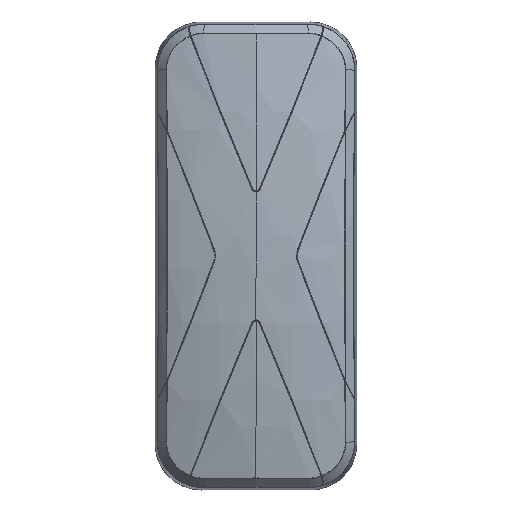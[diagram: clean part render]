
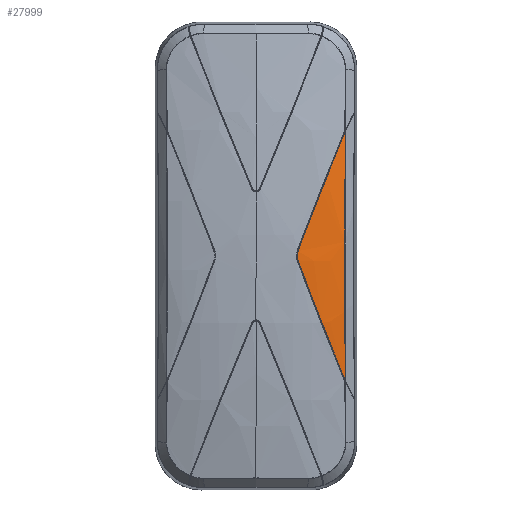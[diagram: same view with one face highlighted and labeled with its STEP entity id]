
A CAD part, top view. The second image highlights one B-rep face of the part: STEP entity #27999.
In plain terms, the highlighted toroidal (fillet/blend) face has major radius 465.589 mm and minor radius 622.923 mm.
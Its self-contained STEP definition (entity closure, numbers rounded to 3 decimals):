
#190 = CARTESIAN_POINT ( 'NONE',  ( 41.007, 20.15, 18.831 ) ) ;
#287 = CARTESIAN_POINT ( 'NONE',  ( 41.083, 37.404, 17.984 ) ) ;
#396 = CARTESIAN_POINT ( 'NONE',  ( 41.231, 57.504, 16.343 ) ) ;
#608 = CARTESIAN_POINT ( 'NONE',  ( 31.799, -34.128, 20.401 ) ) ;
#999 = CARTESIAN_POINT ( 'NONE',  ( 0., 0., -132.734 ) ) ;
#1379 = EDGE_CURVE ( 'NONE', #17258, #26217, #10912, .T. ) ;
#2078 = CARTESIAN_POINT ( 'NONE',  ( 41.198, 53.673, 16.712 ) ) ;
#2727 = CARTESIAN_POINT ( 'NONE',  ( 19.005, 0.378, 23.448 ) ) ;
#2844 = CARTESIAN_POINT ( 'NONE',  ( 40.976, -2.879, 19.17 ) ) ;
#4480 = ORIENTED_EDGE ( 'NONE', *, *, #1379, .T. ) ;
#4529 = CARTESIAN_POINT ( 'NONE',  ( 41.214, -55.589, 16.532 ) ) ;
#5546 = CARTESIAN_POINT ( 'NONE',  ( 19.414, -2.221, 23.394 ) ) ;
#5720 = CARTESIAN_POINT ( 'NONE',  ( 41.231, -57.504, 16.343 ) ) ;
#6700 = CARTESIAN_POINT ( 'NONE',  ( 19.414, 2.221, 23.394 ) ) ;
#6893 = CARTESIAN_POINT ( 'NONE',  ( 41.1, -40.277, 17.793 ) ) ;
#7551 = CARTESIAN_POINT ( 'NONE',  ( 40.976, 2.879, 19.17 ) ) ;
#7664 = CARTESIAN_POINT ( 'NONE',  ( 41.083, -37.404, 17.984 ) ) ;
#7686 = ORIENTED_EDGE ( 'NONE', *, *, #11409, .F. ) ;
#8188 = CARTESIAN_POINT ( 'NONE',  ( 30.59, -31.073, 20.807 ) ) ;
#8972 = CARTESIAN_POINT ( 'NONE',  ( 27.033, 22.02, 21.878 ) ) ;
#9251 = CARTESIAN_POINT ( 'NONE',  ( 40.978, 5.758, 19.149 ) ) ;
#9357 = CARTESIAN_POINT ( 'NONE',  ( 40.991, 14.394, 19.001 ) ) ;
#10006 = CARTESIAN_POINT ( 'NONE',  ( 41.007, -20.15, 18.831 ) ) ;
#10322 = CARTESIAN_POINT ( 'NONE',  ( 26.579, -20.905, 22.097 ) ) ;
#10534 = CARTESIAN_POINT ( 'NONE',  ( 39.392, -53.023, 17.283 ) ) ;
#10912 = B_SPLINE_CURVE_WITH_KNOTS ( 'NONE', 3,
 ( #14952, #29186, #14617, #22131, #2727, #24687, #29299, #14739 ),
 .UNSPECIFIED., .F., .F.,
 ( 4, 2, 2, 4 ),
 ( 0., 0.25, 0.5, 1. ),
 .UNSPECIFIED. ) ;
#11409 = EDGE_CURVE ( 'NONE', #17258, #26113, #21420, .T. ) ;
#12587 = CARTESIAN_POINT ( 'NONE',  ( 36.632, -46.23, 18.562 ) ) ;
#12588 = CARTESIAN_POINT ( 'NONE',  ( 41.016, 23.028, 18.725 ) ) ;
#13581 = CARTESIAN_POINT ( 'NONE',  ( 37.552, 48.541, 18.223 ) ) ;
#13696 = CARTESIAN_POINT ( 'NONE',  ( 33.871, 39.391, 19.754 ) ) ;
#14194 = CARTESIAN_POINT ( 'NONE',  ( 40.991, -14.394, 19.001 ) ) ;
#14390 = EDGE_LOOP ( 'NONE', ( #4480, #17483, #15610, #7686 ) ) ;
#14404 = CARTESIAN_POINT ( 'NONE',  ( 40.986, -11.516, 19.064 ) ) ;
#14447 = EDGE_CURVE ( 'NONE', #24756, #26217, #19805, .T. ) ;
#14617 = CARTESIAN_POINT ( 'NONE',  ( 19.177, 1.504, 23.425 ) ) ;
#14739 = CARTESIAN_POINT ( 'NONE',  ( 19.414, -2.221, 23.394 ) ) ;
#14952 = CARTESIAN_POINT ( 'NONE',  ( 19.414, 2.221, 23.394 ) ) ;
#14960 = CARTESIAN_POINT ( 'NONE',  ( 41.16, -48.889, 17.136 ) ) ;
#15610 = ORIENTED_EDGE ( 'NONE', *, *, #22442, .F. ) ;
#15950 = CARTESIAN_POINT ( 'NONE',  ( 30.158, 29.979, 20.947 ) ) ;
#16053 = CARTESIAN_POINT ( 'NONE',  ( 28.609, 26.043, 21.426 ) ) ;
#16274 = CARTESIAN_POINT ( 'NONE',  ( 30.074, 29.766, 20.974 ) ) ;
#17258 = VERTEX_POINT ( 'NONE', #6700 ) ;
#17314 = CARTESIAN_POINT ( 'NONE',  ( 41.053, -31.656, 18.323 ) ) ;
#17483 = ORIENTED_EDGE ( 'NONE', *, *, #14447, .F. ) ;
#17532 = CARTESIAN_POINT ( 'NONE',  ( 30.215, -30.124, 20.929 ) ) ;
#17534 = CARTESIAN_POINT ( 'NONE',  ( 41.198, -53.673, 16.712 ) ) ;
#17944 = CARTESIAN_POINT ( 'NONE',  ( 30.245, -30.198, 20.919 ) ) ;
#18184 = FACE_OUTER_BOUND ( 'NONE', #14390, .T. ) ;
#18727 = CARTESIAN_POINT ( 'NONE',  ( 23.887, 13.931, 22.668 ) ) ;
#19805 = B_SPLINE_CURVE_WITH_KNOTS ( 'NONE', 3,
 ( #5720, #10534, #12587, #22872, #608, #30167, #8188, #20207, #27493, #17944, #17532, #10322, #20103, #30064 ),
 .UNSPECIFIED., .F., .F.,
 ( 4, 1, 1, 1, 1, 1, 1, 2, 2, 4 ),
 ( 0., 0.25, 0.375, 0.438, 0.469, 0.484, 0.492, 0.496, 0.5, 1. ),
 .UNSPECIFIED. ) ;
#19890 = CARTESIAN_POINT ( 'NONE',  ( 41.214, 55.589, 16.532 ) ) ;
#20103 = CARTESIAN_POINT ( 'NONE',  ( 22.988, -11.628, 22.915 ) ) ;
#20143 = CARTESIAN_POINT ( 'NONE',  ( 41.231, 57.504, 16.343 ) ) ;
#20207 = CARTESIAN_POINT ( 'NONE',  ( 30.389, -30.563, 20.873 ) ) ;
#21023 = CARTESIAN_POINT ( 'NONE',  ( 41.231, -57.504, 16.343 ) ) ;
#21420 = B_SPLINE_CURVE_WITH_KNOTS ( 'NONE', 3,
 ( #28162, #28269, #18727, #8972, #16053, #26014, #28372, #31036, #16274, #23228, #15950, #13696, #13581, #26123 ),
 .UNSPECIFIED., .F., .F.,
 ( 4, 1, 1, 1, 1, 1, 1, 2, 2, 4 ),
 ( 0., 0.25, 0.375, 0.438, 0.469, 0.484, 0.492, 0.496, 0.5, 1. ),
 .UNSPECIFIED. ) ;
#21582 = CARTESIAN_POINT ( 'NONE',  ( 41.039, 28.78, 18.471 ) ) ;
#21685 = CARTESIAN_POINT ( 'NONE',  ( 41.139, 46.019, 17.369 ) ) ;
#22131 = CARTESIAN_POINT ( 'NONE',  ( 19.039, 0.757, 23.443 ) ) ;
#22232 = CARTESIAN_POINT ( 'NONE',  ( 41.053, 31.656, 18.323 ) ) ;
#22348 = CARTESIAN_POINT ( 'NONE',  ( 41.016, -23.028, 18.725 ) ) ;
#22442 = EDGE_CURVE ( 'NONE', #26113, #24756, #24161, .T. ) ;
#22872 = CARTESIAN_POINT ( 'NONE',  ( 33.41, -38.182, 19.826 ) ) ;
#23228 = CARTESIAN_POINT ( 'NONE',  ( 30.131, 29.909, 20.956 ) ) ;
#24042 = CARTESIAN_POINT ( 'NONE',  ( 41.039, -28.78, 18.471 ) ) ;
#24161 = B_SPLINE_CURVE_WITH_KNOTS ( 'NONE', 3,
 ( #396, #19890, #2078, #27172, #21685, #28871, #287, #22232, #21582, #12588, #190, #9357, #31330, #9251, #7551, #2844, #24698, #14404, #14194, #10006, #22348, #24042, #17314, #7664, #6893, #29636, #14960, #17534, #4529, #24803 ),
 .UNSPECIFIED., .F., .F.,
 ( 4, 2, 2, 2, 2, 2, 2, 2, 2, 2, 2, 2, 2, 2, 4 ),
 ( 0., 0.05, 0.125, 0.2, 0.275, 0.35, 0.425, 0.5, 0.575, 0.65, 0.725, 0.8, 0.875, 0.95, 1. ),
 .UNSPECIFIED. ) ;
#24687 = CARTESIAN_POINT ( 'NONE',  ( 19.005, -0.756, 23.448 ) ) ;
#24698 = CARTESIAN_POINT ( 'NONE',  ( 40.978, -5.758, 19.149 ) ) ;
#24756 = VERTEX_POINT ( 'NONE', #21023 ) ;
#24803 = CARTESIAN_POINT ( 'NONE',  ( 41.231, -57.504, 16.343 ) ) ;
#25105 = DIRECTION ( 'NONE',  ( 0., 0., -1. ) ) ;
#26014 = CARTESIAN_POINT ( 'NONE',  ( 29.398, 28.049, 21.187 ) ) ;
#26113 = VERTEX_POINT ( 'NONE', #20143 ) ;
#26123 = CARTESIAN_POINT ( 'NONE',  ( 41.231, 57.504, 16.343 ) ) ;
#26217 = VERTEX_POINT ( 'NONE', #5546 ) ;
#27172 = CARTESIAN_POINT ( 'NONE',  ( 41.16, 48.889, 17.136 ) ) ;
#27493 = CARTESIAN_POINT ( 'NONE',  ( 30.302, -30.344, 20.901 ) ) ;
#27770 = TOROIDAL_SURFACE ( 'NONE', #30153, -465.59, 622.924 ) ;
#27996 = DIRECTION ( 'NONE',  ( 0., -1., 0. ) ) ;
#27999 = ADVANCED_FACE ( 'NONE', ( #18184 ), #27770, .T. ) ;
#28162 = CARTESIAN_POINT ( 'NONE',  ( 19.414, 2.221, 23.394 ) ) ;
#28269 = CARTESIAN_POINT ( 'NONE',  ( 21.2, 6.924, 23.155 ) ) ;
#28372 = CARTESIAN_POINT ( 'NONE',  ( 29.793, 29.051, 21.063 ) ) ;
#28871 = CARTESIAN_POINT ( 'NONE',  ( 41.1, 40.277, 17.793 ) ) ;
#29186 = CARTESIAN_POINT ( 'NONE',  ( 19.279, 1.866, 23.412 ) ) ;
#29299 = CARTESIAN_POINT ( 'NONE',  ( 19.143, -1.508, 23.43 ) ) ;
#29636 = CARTESIAN_POINT ( 'NONE',  ( 41.139, -46.019, 17.369 ) ) ;
#30064 = CARTESIAN_POINT ( 'NONE',  ( 19.414, -2.221, 23.394 ) ) ;
#30153 = AXIS2_PLACEMENT_3D ( 'NONE', #999, #27996, #25105 ) ;
#30167 = CARTESIAN_POINT ( 'NONE',  ( 30.993, -32.092, 20.674 ) ) ;
#31036 = CARTESIAN_POINT ( 'NONE',  ( 29.99, 29.552, 21.001 ) ) ;
#31330 = CARTESIAN_POINT ( 'NONE',  ( 40.986, 11.516, 19.064 ) ) ;
